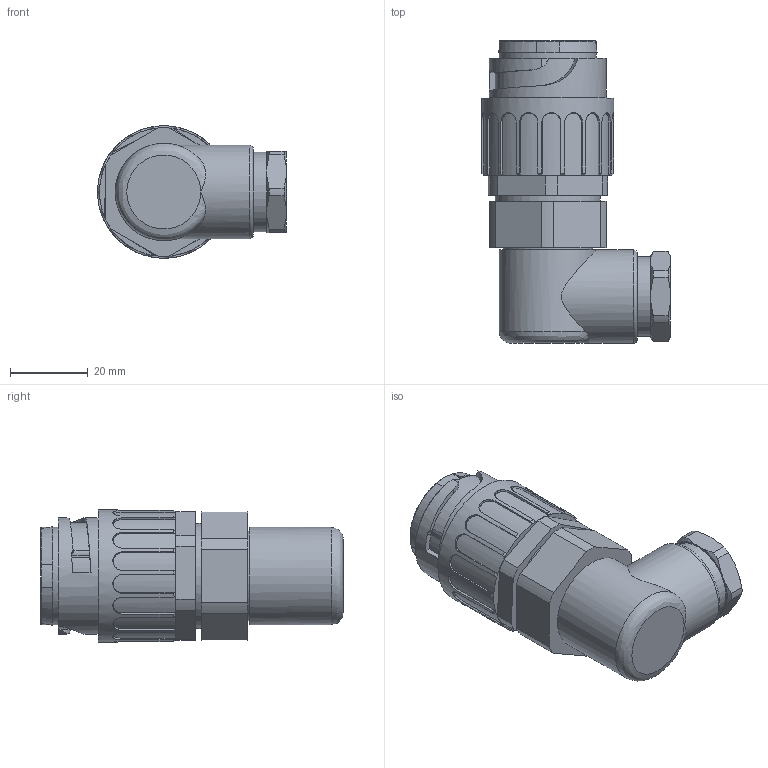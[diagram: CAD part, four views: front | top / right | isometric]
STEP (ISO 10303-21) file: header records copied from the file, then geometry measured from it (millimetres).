
FILE_DESCRIPTION(/* description */ (''),/* implementation_level */ '2;1');
FILE_NAME(/* name */ 'c016 10k008 003 1nxc001-01.stp',/* time_stamp */ '2019-07-08T09:40:03+02:00',/* author */ (''),/* organization */ (''),/* preprocessor_version */ 'ST-DEVELOPER v16.7',/* originating_system */ 'SIEMENS PLM Software NX 12.0',/* authorisation */ '');
FILE_SCHEMA (('AUTOMOTIVE_DESIGN { 1 0 10303 214 3 1 1 1 }'));
Length unit declared in the file: millimetre
Products named in the file (1): c016 10k008 003 1nxc001-01
Bounding box: 48.5 x 77.72 x 34 mm (x, y, z)
Volume: 54545.2 mm3; surface area: 14339.8 mm2
Topology: 1 solids, 5 shells, 434 faces, 1096 edges, 717 vertices
Faces by surface type: plane 222, cylinder 118, cone 53, extrusion 31, torus 6, bspline 4
Full cylindrical faces by diameter (mm): 1.08 x1, 1.2 x1, 3.3 x9, 4.4 x1, 4.6 x4, 13.5 x1, 18 x1, 20.4 x1, 22.1 x1, 23 x1, 24 x1, 25 x2, 27 x2, 30 x1, 34 x1
Entity records: 15059 total; most frequent: CARTESIAN_POINT 5316, ORIENTED_EDGE 2080, DIRECTION 1804, EDGE_CURVE 1040, VERTEX_POINT 694, AXIS2_PLACEMENT_3D 665, EDGE_LOOP 512, VECTOR 474
